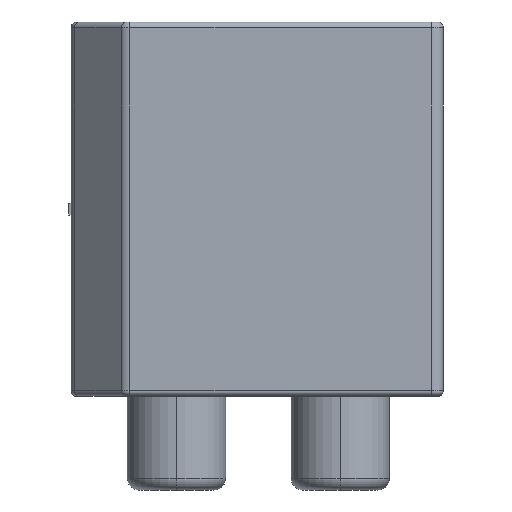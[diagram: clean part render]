
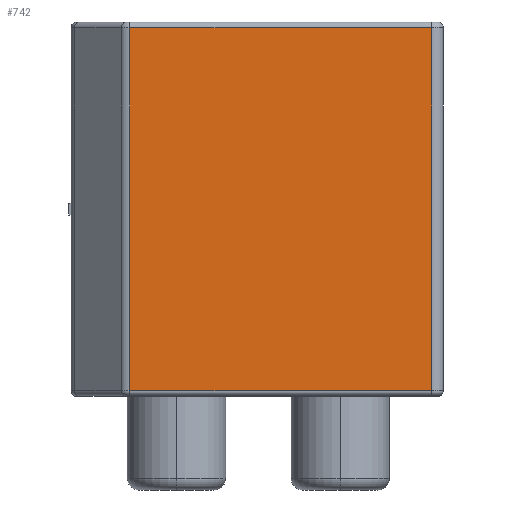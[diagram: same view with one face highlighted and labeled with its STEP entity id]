
A CAD part, front view. The second image highlights one B-rep face of the part: STEP entity #742.
In plain terms, the highlighted planar face has unit normal (0, -1, 0).
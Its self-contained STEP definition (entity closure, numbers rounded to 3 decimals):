
#413 = LINE ( 'NONE', #1081, #5661 ) ;
#742 = ADVANCED_FACE ( 'NONE', ( #2088 ), #6350, .F. ) ;
#851 = LINE ( 'NONE', #2633, #4566 ) ;
#869 = DIRECTION ( 'NONE',  ( 0., 1., 0. ) ) ;
#1081 = CARTESIAN_POINT ( 'NONE',  ( -9.227, -7.834, 7.75 ) ) ;
#1216 = EDGE_CURVE ( 'NONE', #2175, #6714, #7023, .T. ) ;
#1611 = EDGE_LOOP ( 'NONE', ( #6642, #4846, #6847, #6156 ) ) ;
#1938 = VECTOR ( 'NONE', #7028, 1000. ) ;
#2088 = FACE_OUTER_BOUND ( 'NONE', #1611, .T. ) ;
#2161 = EDGE_CURVE ( 'NONE', #7298, #2175, #7152, .T. ) ;
#2175 = VERTEX_POINT ( 'NONE', #3384 ) ;
#2194 = CARTESIAN_POINT ( 'NONE',  ( -9.227, -7.834, 8. ) ) ;
#2633 = CARTESIAN_POINT ( 'NONE',  ( 3.666, -7.834, 8. ) ) ;
#2650 = CARTESIAN_POINT ( 'NONE',  ( -9.434, -7.834, 8. ) ) ;
#3053 = CARTESIAN_POINT ( 'NONE',  ( 3.666, -7.834, -7.75 ) ) ;
#3126 = VECTOR ( 'NONE', #6538, 1000. ) ;
#3374 = CARTESIAN_POINT ( 'NONE',  ( -9.434, -7.834, -7.75 ) ) ;
#3384 = CARTESIAN_POINT ( 'NONE',  ( -9.227, -7.834, -7.75 ) ) ;
#4280 = DIRECTION ( 'NONE',  ( -1., 0., 0. ) ) ;
#4495 = EDGE_CURVE ( 'NONE', #6714, #4743, #851, .T. ) ;
#4498 = CARTESIAN_POINT ( 'NONE',  ( 3.666, -7.834, 7.75 ) ) ;
#4566 = VECTOR ( 'NONE', #7602, 1000. ) ;
#4743 = VERTEX_POINT ( 'NONE', #4498 ) ;
#4846 = ORIENTED_EDGE ( 'NONE', *, *, #1216, .T. ) ;
#5661 = VECTOR ( 'NONE', #4280, 1000. ) ;
#5816 = AXIS2_PLACEMENT_3D ( 'NONE', #2650, #869, #6890 ) ;
#6156 = ORIENTED_EDGE ( 'NONE', *, *, #6541, .T. ) ;
#6350 = PLANE ( 'NONE',  #5816 ) ;
#6538 = DIRECTION ( 'NONE',  ( 1., 0., 0. ) ) ;
#6541 = EDGE_CURVE ( 'NONE', #4743, #7298, #413, .T. ) ;
#6642 = ORIENTED_EDGE ( 'NONE', *, *, #2161, .T. ) ;
#6714 = VERTEX_POINT ( 'NONE', #3053 ) ;
#6723 = CARTESIAN_POINT ( 'NONE',  ( -9.227, -7.834, 7.75 ) ) ;
#6847 = ORIENTED_EDGE ( 'NONE', *, *, #4495, .T. ) ;
#6890 = DIRECTION ( 'NONE',  ( -1., 0., 0. ) ) ;
#7023 = LINE ( 'NONE', #3374, #3126 ) ;
#7028 = DIRECTION ( 'NONE',  ( 0., 0., -1. ) ) ;
#7152 = LINE ( 'NONE', #2194, #1938 ) ;
#7298 = VERTEX_POINT ( 'NONE', #6723 ) ;
#7602 = DIRECTION ( 'NONE',  ( 0., 0., 1. ) ) ;
